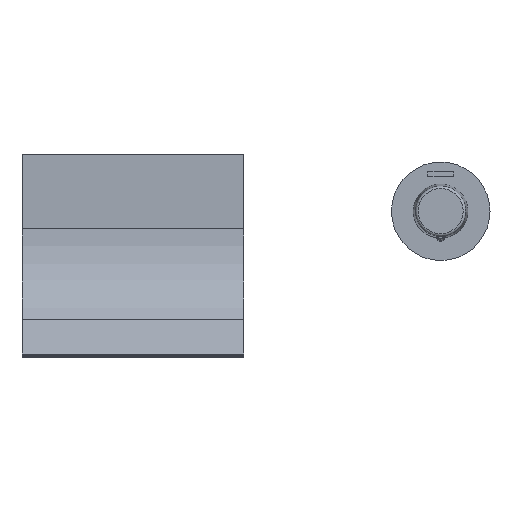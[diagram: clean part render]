
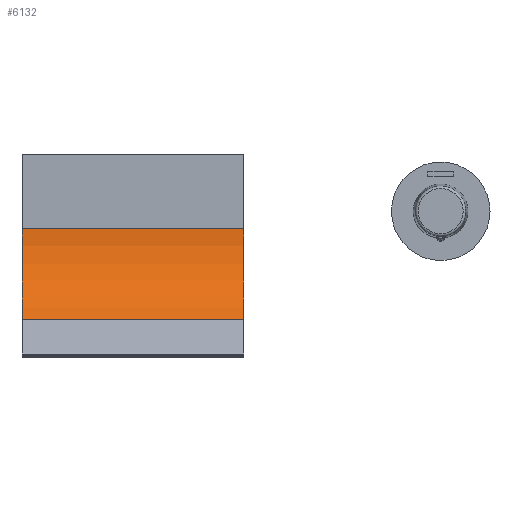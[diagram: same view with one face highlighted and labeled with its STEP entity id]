
A CAD part, top view. The second image highlights one B-rep face of the part: STEP entity #6132.
In plain terms, the highlighted cylindrical face has radius 90 mm (diameter 180 mm), a partial arc.
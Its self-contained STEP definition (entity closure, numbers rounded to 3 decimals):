
#107 = ORIENTED_EDGE ( 'NONE', *, *, #1099, .F. ) ;
#378 = ORIENTED_EDGE ( 'NONE', *, *, #4700, .F. ) ;
#576 = EDGE_LOOP ( 'NONE', ( #2837, #378, #107, #1317 ) ) ;
#721 = AXIS2_PLACEMENT_3D ( 'NONE', #3183, #4746, #4292 ) ;
#1080 = CARTESIAN_POINT ( 'NONE',  ( -160., -117.936, 100.478 ) ) ;
#1099 = EDGE_CURVE ( 'NONE', #6391, #4475, #1314, .T. ) ;
#1314 = LINE ( 'NONE', #3405, #1488 ) ;
#1317 = ORIENTED_EDGE ( 'NONE', *, *, #3761, .T. ) ;
#1488 = VECTOR ( 'NONE', #2364, 1000. ) ;
#2067 = DIRECTION ( 'NONE',  ( 1., 0., 0. ) ) ;
#2212 = CARTESIAN_POINT ( 'NONE',  ( -340., -44.212, 62.1 ) ) ;
#2220 = CARTESIAN_POINT ( 'NONE',  ( -340., -44.212, 152.1 ) ) ;
#2232 = CARTESIAN_POINT ( 'NONE',  ( -340., -44.212, 152.1 ) ) ;
#2359 = EDGE_CURVE ( 'NONE', #6443, #4164, #6739, .T. ) ;
#2364 = DIRECTION ( 'NONE',  ( -1., 0., 0. ) ) ;
#2433 = AXIS2_PLACEMENT_3D ( 'NONE', #2220, #6004, #4435 ) ;
#2575 = CYLINDRICAL_SURFACE ( 'NONE', #2433, 90. ) ;
#2759 = FACE_OUTER_BOUND ( 'NONE', #576, .T. ) ;
#2837 = ORIENTED_EDGE ( 'NONE', *, *, #2359, .F. ) ;
#3183 = CARTESIAN_POINT ( 'NONE',  ( -160., -44.212, 152.1 ) ) ;
#3326 = CARTESIAN_POINT ( 'NONE',  ( -340., -117.936, 100.478 ) ) ;
#3405 = CARTESIAN_POINT ( 'NONE',  ( -340., -117.936, 100.478 ) ) ;
#3761 = EDGE_CURVE ( 'NONE', #6391, #4164, #5407, .T. ) ;
#3878 = DIRECTION ( 'NONE',  ( 1., 0., 0. ) ) ;
#4051 = CIRCLE ( 'NONE', #5396, 90. ) ;
#4161 = CARTESIAN_POINT ( 'NONE',  ( -160., -44.212, 62.1 ) ) ;
#4164 = VERTEX_POINT ( 'NONE', #4161 ) ;
#4292 = DIRECTION ( 'NONE',  ( 0., 0., 1. ) ) ;
#4435 = DIRECTION ( 'NONE',  ( 0., 0., 1. ) ) ;
#4475 = VERTEX_POINT ( 'NONE', #3326 ) ;
#4700 = EDGE_CURVE ( 'NONE', #4475, #6443, #4051, .T. ) ;
#4746 = DIRECTION ( 'NONE',  ( 1., 0., 0. ) ) ;
#4964 = DIRECTION ( 'NONE',  ( 0., 0., 1. ) ) ;
#5396 = AXIS2_PLACEMENT_3D ( 'NONE', #2232, #3878, #4964 ) ;
#5407 = CIRCLE ( 'NONE', #721, 90. ) ;
#6004 = DIRECTION ( 'NONE',  ( 1., 0., 0. ) ) ;
#6132 = ADVANCED_FACE ( 'NONE', ( #2759 ), #2575, .F. ) ;
#6246 = VECTOR ( 'NONE', #2067, 1000. ) ;
#6391 = VERTEX_POINT ( 'NONE', #1080 ) ;
#6443 = VERTEX_POINT ( 'NONE', #2212 ) ;
#6739 = LINE ( 'NONE', #6788, #6246 ) ;
#6788 = CARTESIAN_POINT ( 'NONE',  ( -340., -44.212, 62.1 ) ) ;
